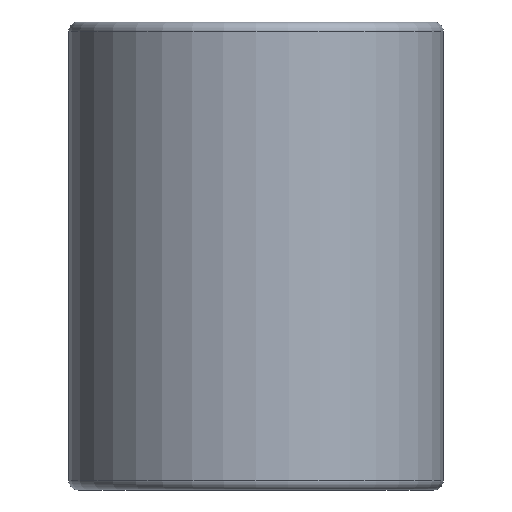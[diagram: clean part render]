
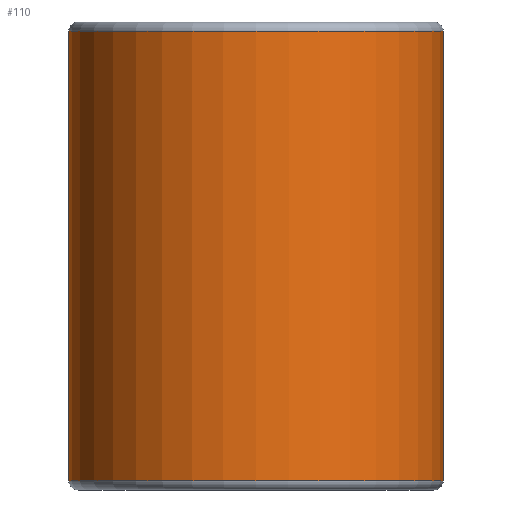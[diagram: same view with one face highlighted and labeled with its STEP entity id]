
A CAD part, front view. The second image highlights one B-rep face of the part: STEP entity #110.
In plain terms, the highlighted cylindrical face has radius 20 mm (diameter 40 mm), a full revolution.
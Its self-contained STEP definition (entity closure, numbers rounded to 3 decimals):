
#21=LINE('',#204,#24);
#24=VECTOR('',#165,20.);
#27=CYLINDRICAL_SURFACE('',#136,20.);
#31=FACE_OUTER_BOUND('',#40,.T.);
#40=EDGE_LOOP('',(#85,#86,#87,#88));
#50=CIRCLE('',#133,20.);
#53=CIRCLE('',#137,20.);
#60=VERTEX_POINT('',#196);
#62=VERTEX_POINT('',#202);
#68=EDGE_CURVE('',#60,#60,#50,.T.);
#71=EDGE_CURVE('',#62,#62,#53,.T.);
#72=EDGE_CURVE('',#62,#60,#21,.T.);
#85=ORIENTED_EDGE('',*,*,#71,.F.);
#86=ORIENTED_EDGE('',*,*,#72,.T.);
#87=ORIENTED_EDGE('',*,*,#68,.F.);
#88=ORIENTED_EDGE('',*,*,#72,.F.);
#110=ADVANCED_FACE('',(#31),#27,.T.);
#133=AXIS2_PLACEMENT_3D('',#197,#155,#156);
#136=AXIS2_PLACEMENT_3D('',#201,#161,#162);
#137=AXIS2_PLACEMENT_3D('',#203,#163,#164);
#155=DIRECTION('center_axis',(0.,0.,-1.));
#156=DIRECTION('ref_axis',(1.,0.,0.));
#161=DIRECTION('center_axis',(0.,0.,1.));
#162=DIRECTION('ref_axis',(1.,0.,0.));
#163=DIRECTION('center_axis',(0.,0.,1.));
#164=DIRECTION('ref_axis',(1.,0.,0.));
#165=DIRECTION('',(0.,0.,-1.));
#196=CARTESIAN_POINT('',(-20.,0.,1.));
#197=CARTESIAN_POINT('Origin',(0.,0.,1.));
#201=CARTESIAN_POINT('Origin',(0.,0.,0.));
#202=CARTESIAN_POINT('',(-20.,0.,49.));
#203=CARTESIAN_POINT('Origin',(0.,0.,49.));
#204=CARTESIAN_POINT('',(-20.,0.,0.));
